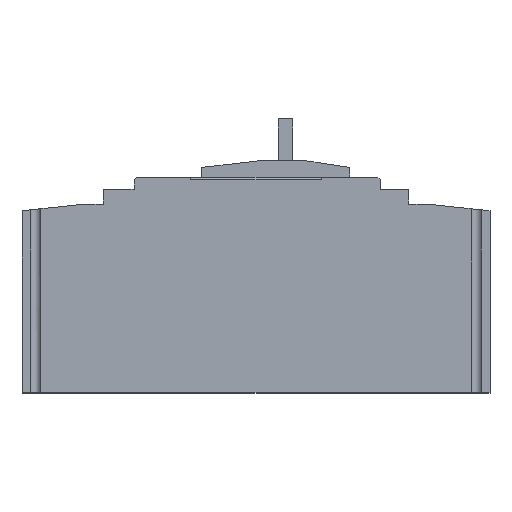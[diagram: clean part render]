
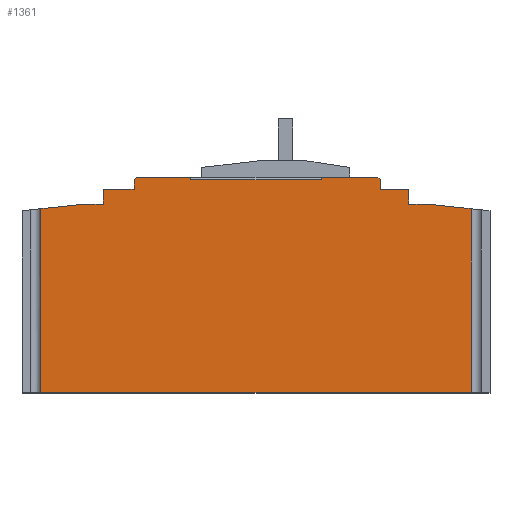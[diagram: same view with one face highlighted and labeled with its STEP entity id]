
A CAD part, top view. The second image highlights one B-rep face of the part: STEP entity #1361.
In plain terms, the highlighted planar face has unit normal (0, 0, 1).
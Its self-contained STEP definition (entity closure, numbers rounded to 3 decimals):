
#417=PLANE('',#18613);
#1361=ADVANCED_FACE('',(#2330),#417,.T.);
#2330=FACE_OUTER_BOUND('',#3068,.T.);
#3068=EDGE_LOOP('',(#6054,#6055,#6056,#6057,#6058,#6059,#6060,#6061,#6062,
#6063,#6064,#6065,#6066,#6067,#6068,#6069,#6070,#6071,#6072,#6073));
#6054=ORIENTED_EDGE('',*,*,#12438,.F.);
#6055=ORIENTED_EDGE('',*,*,#12439,.T.);
#6056=ORIENTED_EDGE('',*,*,#12440,.F.);
#6057=ORIENTED_EDGE('',*,*,#12441,.F.);
#6058=ORIENTED_EDGE('',*,*,#12442,.F.);
#6059=ORIENTED_EDGE('',*,*,#12443,.F.);
#6060=ORIENTED_EDGE('',*,*,#12378,.F.);
#6061=ORIENTED_EDGE('',*,*,#12444,.F.);
#6062=ORIENTED_EDGE('',*,*,#12445,.T.);
#6063=ORIENTED_EDGE('',*,*,#12446,.T.);
#6064=ORIENTED_EDGE('',*,*,#12447,.T.);
#6065=ORIENTED_EDGE('',*,*,#12448,.F.);
#6066=ORIENTED_EDGE('',*,*,#12449,.T.);
#6067=ORIENTED_EDGE('',*,*,#12450,.F.);
#6068=ORIENTED_EDGE('',*,*,#12451,.T.);
#6069=ORIENTED_EDGE('',*,*,#12452,.T.);
#6070=ORIENTED_EDGE('',*,*,#12453,.F.);
#6071=ORIENTED_EDGE('',*,*,#12454,.T.);
#6072=ORIENTED_EDGE('',*,*,#12455,.F.);
#6073=ORIENTED_EDGE('',*,*,#12456,.T.);
#9954=VERTEX_POINT('',#27940);
#9955=VERTEX_POINT('',#27942);
#9997=VERTEX_POINT('',#28093);
#9998=VERTEX_POINT('',#28094);
#9999=VERTEX_POINT('',#28096);
#10000=VERTEX_POINT('',#28098);
#10001=VERTEX_POINT('',#28100);
#10002=VERTEX_POINT('',#28102);
#10003=VERTEX_POINT('',#28105);
#10004=VERTEX_POINT('',#28107);
#10005=VERTEX_POINT('',#28109);
#10006=VERTEX_POINT('',#28111);
#10007=VERTEX_POINT('',#28113);
#10008=VERTEX_POINT('',#28115);
#10009=VERTEX_POINT('',#28117);
#10010=VERTEX_POINT('',#28119);
#10011=VERTEX_POINT('',#28121);
#10012=VERTEX_POINT('',#28123);
#10013=VERTEX_POINT('',#28125);
#10014=VERTEX_POINT('',#28127);
#12378=EDGE_CURVE('',#9954,#9955,#15005,.T.);
#12438=EDGE_CURVE('',#9997,#9998,#15050,.T.);
#12439=EDGE_CURVE('',#9997,#9999,#15051,.T.);
#12440=EDGE_CURVE('',#10000,#9999,#15052,.T.);
#12441=EDGE_CURVE('',#10001,#10000,#15053,.T.);
#12442=EDGE_CURVE('',#10002,#10001,#15054,.T.);
#12443=EDGE_CURVE('',#9955,#10002,#15055,.T.);
#12444=EDGE_CURVE('',#10003,#9954,#15056,.T.);
#12445=EDGE_CURVE('',#10003,#10004,#15057,.T.);
#12446=EDGE_CURVE('',#10004,#10005,#15058,.T.);
#12447=EDGE_CURVE('',#10005,#10006,#15059,.T.);
#12448=EDGE_CURVE('',#10007,#10006,#15060,.T.);
#12449=EDGE_CURVE('',#10007,#10008,#15061,.T.);
#12450=EDGE_CURVE('',#10009,#10008,#15062,.T.);
#12451=EDGE_CURVE('',#10009,#10010,#15063,.T.);
#12452=EDGE_CURVE('',#10010,#10011,#15064,.T.);
#12453=EDGE_CURVE('',#10012,#10011,#15065,.T.);
#12454=EDGE_CURVE('',#10012,#10013,#15066,.T.);
#12455=EDGE_CURVE('',#10014,#10013,#15067,.T.);
#12456=EDGE_CURVE('',#10014,#9998,#15068,.T.);
#15005=LINE('',#27941,#16695);
#15050=LINE('',#28092,#16740);
#15051=LINE('',#28095,#16741);
#15052=LINE('',#28097,#16742);
#15053=LINE('',#28099,#16743);
#15054=LINE('',#28101,#16744);
#15055=LINE('',#28103,#16745);
#15056=LINE('',#28104,#16746);
#15057=LINE('',#28106,#16747);
#15058=LINE('',#28108,#16748);
#15059=LINE('',#28110,#16749);
#15060=LINE('',#28112,#16750);
#15061=LINE('',#28114,#16751);
#15062=LINE('',#28116,#16752);
#15063=LINE('',#28118,#16753);
#15064=LINE('',#28120,#16754);
#15065=LINE('',#28122,#16755);
#15066=LINE('',#28124,#16756);
#15067=LINE('',#28126,#16757);
#15068=LINE('',#28128,#16758);
#16695=VECTOR('',#21263,1.);
#16740=VECTOR('',#21362,1.);
#16741=VECTOR('',#21363,1.);
#16742=VECTOR('',#21364,1.);
#16743=VECTOR('',#21365,1.);
#16744=VECTOR('',#21366,1.);
#16745=VECTOR('',#21367,1.);
#16746=VECTOR('',#21368,1.);
#16747=VECTOR('',#21369,1.);
#16748=VECTOR('',#21370,1.);
#16749=VECTOR('',#21371,1.);
#16750=VECTOR('',#21372,1.);
#16751=VECTOR('',#21373,1.);
#16752=VECTOR('',#21374,1.);
#16753=VECTOR('',#21375,1.);
#16754=VECTOR('',#21376,1.);
#16755=VECTOR('',#21377,1.);
#16756=VECTOR('',#21378,1.);
#16757=VECTOR('',#21379,1.);
#16758=VECTOR('',#21380,1.);
#18613=AXIS2_PLACEMENT_3D('',#28129,#21381,#21382);
#21263=DIRECTION('',(0.994,0.106,0.));
#21362=DIRECTION('',(1.,0.,0.));
#21363=DIRECTION('',(-0.707,-0.707,0.));
#21364=DIRECTION('',(0.,1.,0.));
#21365=DIRECTION('',(1.,0.,0.));
#21366=DIRECTION('',(0.,1.,0.));
#21367=DIRECTION('',(1.,0.,0.));
#21368=DIRECTION('',(0.,1.,0.));
#21369=DIRECTION('',(1.,0.,0.));
#21370=DIRECTION('',(0.,1.,0.));
#21371=DIRECTION('',(-0.994,0.106,0.));
#21372=DIRECTION('',(1.,0.,0.));
#21373=DIRECTION('',(0.,1.,0.));
#21374=DIRECTION('',(1.,0.,0.));
#21375=DIRECTION('',(0.,1.,0.));
#21376=DIRECTION('',(-0.707,0.707,0.));
#21377=DIRECTION('',(1.,0.,0.));
#21378=DIRECTION('',(0.,-1.,0.));
#21379=DIRECTION('',(1.,0.,0.));
#21380=DIRECTION('',(0.,1.,0.));
#21381=DIRECTION('',(0.,0.,1.));
#21382=DIRECTION('',(-1.,0.,0.));
#27940=CARTESIAN_POINT('',(-87.3,74.652,52.5));
#27941=CARTESIAN_POINT('',(-87.3,74.652,52.5));
#27942=CARTESIAN_POINT('',(-70.,76.5,52.5));
#28092=CARTESIAN_POINT('',(-48.5,87.5,52.5));
#28093=CARTESIAN_POINT('',(-48.5,87.5,52.5));
#28094=CARTESIAN_POINT('',(-26.5,87.5,52.5));
#28095=CARTESIAN_POINT('',(-48.5,87.5,52.5));
#28096=CARTESIAN_POINT('',(-49.5,86.5,52.5));
#28097=CARTESIAN_POINT('',(-49.5,82.5,52.5));
#28098=CARTESIAN_POINT('',(-49.5,82.5,52.5));
#28099=CARTESIAN_POINT('',(-62.,82.5,52.5));
#28100=CARTESIAN_POINT('',(-62.,82.5,52.5));
#28101=CARTESIAN_POINT('',(-62.,76.5,52.5));
#28102=CARTESIAN_POINT('',(-62.,76.5,52.5));
#28103=CARTESIAN_POINT('',(-70.,76.5,52.5));
#28104=CARTESIAN_POINT('',(-87.3,0.,52.5));
#28105=CARTESIAN_POINT('',(-87.3,0.,52.5));
#28106=CARTESIAN_POINT('',(-87.3,0.,52.5));
#28107=CARTESIAN_POINT('',(87.3,0.,52.5));
#28108=CARTESIAN_POINT('',(87.3,0.,52.5));
#28109=CARTESIAN_POINT('',(87.3,74.652,52.5));
#28110=CARTESIAN_POINT('',(87.3,74.652,52.5));
#28111=CARTESIAN_POINT('',(70.,76.5,52.5));
#28112=CARTESIAN_POINT('',(62.,76.5,52.5));
#28113=CARTESIAN_POINT('',(62.,76.5,52.5));
#28114=CARTESIAN_POINT('',(62.,76.5,52.5));
#28115=CARTESIAN_POINT('',(62.,82.5,52.5));
#28116=CARTESIAN_POINT('',(50.5,82.5,52.5));
#28117=CARTESIAN_POINT('',(50.5,82.5,52.5));
#28118=CARTESIAN_POINT('',(50.5,82.5,52.5));
#28119=CARTESIAN_POINT('',(50.5,86.5,52.5));
#28120=CARTESIAN_POINT('',(50.5,86.5,52.5));
#28121=CARTESIAN_POINT('',(49.5,87.5,52.5));
#28122=CARTESIAN_POINT('',(26.5,87.5,52.5));
#28123=CARTESIAN_POINT('',(26.5,87.5,52.5));
#28124=CARTESIAN_POINT('',(26.5,87.5,52.5));
#28125=CARTESIAN_POINT('',(26.5,86.5,52.5));
#28126=CARTESIAN_POINT('',(-26.5,86.5,52.5));
#28127=CARTESIAN_POINT('',(-26.5,86.5,52.5));
#28128=CARTESIAN_POINT('',(-26.5,87.5,52.5));
#28129=CARTESIAN_POINT('',(-95.,0.,52.5));
